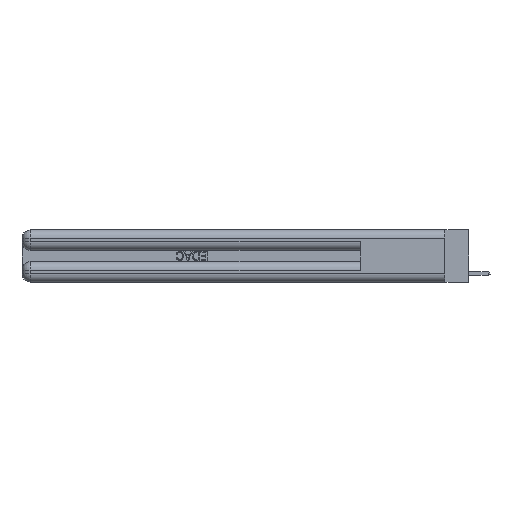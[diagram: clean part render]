
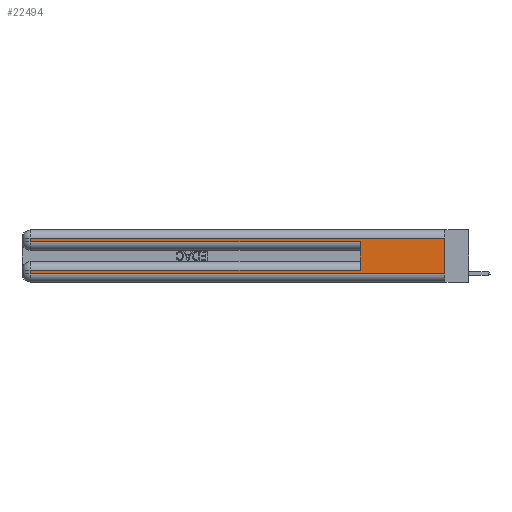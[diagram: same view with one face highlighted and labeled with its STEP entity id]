
A CAD part, left-side view. The second image highlights one B-rep face of the part: STEP entity #22494.
In plain terms, the highlighted planar face has unit normal (-1, 0, 0).
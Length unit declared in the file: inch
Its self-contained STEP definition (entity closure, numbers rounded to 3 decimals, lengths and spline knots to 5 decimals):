
#216 = EDGE_CURVE ( 'NONE', #13473, #8949, #14767, .T. ) ;
#348 = CARTESIAN_POINT ( 'NONE',  ( 0., 2.94, 0.37 ) ) ;
#594 = LINE ( 'NONE', #2588, #28041 ) ;
#662 = FACE_OUTER_BOUND ( 'NONE', #16996, .T. ) ;
#1985 = LINE ( 'NONE', #27254, #7863 ) ;
#2588 = CARTESIAN_POINT ( 'NONE',  ( 0., 0.6, 0.145 ) ) ;
#3003 = PLANE ( 'NONE',  #12864 ) ;
#3112 = VERTEX_POINT ( 'NONE', #6598 ) ;
#3370 = LINE ( 'NONE', #31104, #23130 ) ;
#5858 = LINE ( 'NONE', #10810, #25884 ) ;
#5961 = DIRECTION ( 'NONE',  ( 1., 0., 0. ) ) ;
#6598 = CARTESIAN_POINT ( 'NONE',  ( 0., 2.94, 0.285 ) ) ;
#7299 = ORIENTED_EDGE ( 'NONE', *, *, #15459, .F. ) ;
#7628 = VECTOR ( 'NONE', #16101, 39.37008 ) ;
#7863 = VECTOR ( 'NONE', #21611, 39.37008 ) ;
#7871 = DIRECTION ( 'NONE',  ( 0., 0., 1. ) ) ;
#8092 = CARTESIAN_POINT ( 'NONE',  ( 0., 0., 0.06 ) ) ;
#8949 = VERTEX_POINT ( 'NONE', #31653 ) ;
#9251 = ORIENTED_EDGE ( 'NONE', *, *, #31582, .T. ) ;
#10441 = LINE ( 'NONE', #348, #15592 ) ;
#10590 = DIRECTION ( 'NONE',  ( 0., 0., -1. ) ) ;
#10598 = ORIENTED_EDGE ( 'NONE', *, *, #216, .T. ) ;
#10646 = VECTOR ( 'NONE', #32570, 39.37008 ) ;
#10745 = CARTESIAN_POINT ( 'NONE',  ( 0., 2.94, 0.31 ) ) ;
#10810 = CARTESIAN_POINT ( 'NONE',  ( 0., 0., 0.285 ) ) ;
#12864 = AXIS2_PLACEMENT_3D ( 'NONE', #18579, #5961, #10590 ) ;
#13153 = EDGE_CURVE ( 'NONE', #3112, #25853, #5858, .T. ) ;
#13318 = ORIENTED_EDGE ( 'NONE', *, *, #13153, .T. ) ;
#13473 = VERTEX_POINT ( 'NONE', #28085 ) ;
#13790 = CARTESIAN_POINT ( 'NONE',  ( 0., 0., 0.37 ) ) ;
#14767 = LINE ( 'NONE', #22439, #10646 ) ;
#15093 = ORIENTED_EDGE ( 'NONE', *, *, #16327, .T. ) ;
#15459 = EDGE_CURVE ( 'NONE', #13473, #25853, #594, .T. ) ;
#15592 = VECTOR ( 'NONE', #20442, 39.37008 ) ;
#15770 = CARTESIAN_POINT ( 'NONE',  ( 0., 0., 0.06 ) ) ;
#15786 = CARTESIAN_POINT ( 'NONE',  ( 0., 2.94, 0.06 ) ) ;
#16101 = DIRECTION ( 'NONE',  ( 0., 0., -1. ) ) ;
#16327 = EDGE_CURVE ( 'NONE', #30539, #3112, #10441, .T. ) ;
#16450 = EDGE_CURVE ( 'NONE', #19114, #30475, #18769, .T. ) ;
#16996 = EDGE_LOOP ( 'NONE', ( #20294, #9251, #15093, #13318, #7299, #10598, #26356, #28080 ) ) ;
#17093 = CARTESIAN_POINT ( 'NONE',  ( 0., 0.6, 0.285 ) ) ;
#17808 = EDGE_CURVE ( 'NONE', #8949, #31458, #3370, .T. ) ;
#18579 = CARTESIAN_POINT ( 'NONE',  ( 0., 0., 0.37 ) ) ;
#18769 = LINE ( 'NONE', #13790, #7628 ) ;
#19114 = VERTEX_POINT ( 'NONE', #23958 ) ;
#20294 = ORIENTED_EDGE ( 'NONE', *, *, #16450, .F. ) ;
#20442 = DIRECTION ( 'NONE',  ( 0., 0., -1. ) ) ;
#21611 = DIRECTION ( 'NONE',  ( 0., 1., 0. ) ) ;
#22439 = CARTESIAN_POINT ( 'NONE',  ( 0., 0., 0.085 ) ) ;
#22494 = ADVANCED_FACE ( 'NONE', ( #662 ), #3003, .F. ) ;
#23130 = VECTOR ( 'NONE', #31256, 39.37008 ) ;
#23470 = DIRECTION ( 'NONE',  ( 0., -1., 0. ) ) ;
#23602 = LINE ( 'NONE', #15770, #24453 ) ;
#23958 = CARTESIAN_POINT ( 'NONE',  ( 0., 0., 0.31 ) ) ;
#24453 = VECTOR ( 'NONE', #31082, 39.37008 ) ;
#25384 = EDGE_CURVE ( 'NONE', #31458, #30475, #23602, .T. ) ;
#25853 = VERTEX_POINT ( 'NONE', #17093 ) ;
#25884 = VECTOR ( 'NONE', #23470, 39.37008 ) ;
#26356 = ORIENTED_EDGE ( 'NONE', *, *, #17808, .T. ) ;
#27254 = CARTESIAN_POINT ( 'NONE',  ( 0., 0., 0.31 ) ) ;
#28041 = VECTOR ( 'NONE', #7871, 39.37008 ) ;
#28080 = ORIENTED_EDGE ( 'NONE', *, *, #25384, .T. ) ;
#28085 = CARTESIAN_POINT ( 'NONE',  ( 0., 0.6, 0.085 ) ) ;
#30475 = VERTEX_POINT ( 'NONE', #8092 ) ;
#30539 = VERTEX_POINT ( 'NONE', #10745 ) ;
#31082 = DIRECTION ( 'NONE',  ( 0., -1., 0. ) ) ;
#31104 = CARTESIAN_POINT ( 'NONE',  ( 0., 2.94, 0.37 ) ) ;
#31256 = DIRECTION ( 'NONE',  ( 0., 0., -1. ) ) ;
#31458 = VERTEX_POINT ( 'NONE', #15786 ) ;
#31582 = EDGE_CURVE ( 'NONE', #19114, #30539, #1985, .T. ) ;
#31653 = CARTESIAN_POINT ( 'NONE',  ( 0., 2.94, 0.085 ) ) ;
#32570 = DIRECTION ( 'NONE',  ( 0., 1., 0. ) ) ;
